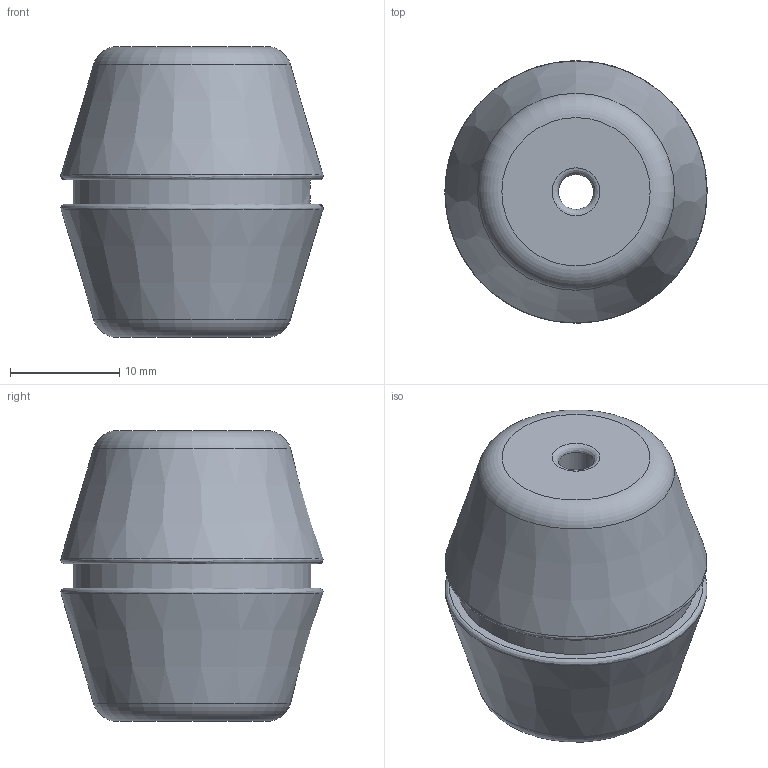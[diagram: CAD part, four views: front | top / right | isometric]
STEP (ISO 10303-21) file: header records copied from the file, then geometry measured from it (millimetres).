
FILE_DESCRIPTION(/* description */ (''),/* implementation_level */ '2;1');
FILE_NAME(/* name */ 'counterweights v7.step',/* time_stamp */ '2024-08-18T18:54:08-04:00',/* author */ (''),/* organization */ (''),/* preprocessor_version */ 'ST-DEVELOPER v20',/* originating_system */ 'Autodesk Translation Framework v13.14.0.145',/* authorisation */ '');
FILE_SCHEMA (('AUTOMOTIVE_DESIGN { 1 0 10303 214 3 1 1 }'));
Length unit declared in the file: millimetre
Products named in the file (1): counterweights
Bounding box: 23.95 x 23.95 x 26.57 mm (x, y, z)
Volume: 8744.5 mm3; surface area: 2578.1 mm2
Topology: 1 solids, 1 shells, 20 faces, 49 edges, 33 vertices
Faces by surface type: bspline 9, plane 5, cylinder 2, torus 2, cone 2
Full cylindrical faces by diameter (mm): 3.218 x1
Entity records: 1685 total; most frequent: CARTESIAN_POINT 1221, ORIENTED_EDGE 98, DIRECTION 77, EDGE_CURVE 49, AXIS2_PLACEMENT_3D 37, VERTEX_POINT 33, CIRCLE 24, EDGE_LOOP 24
